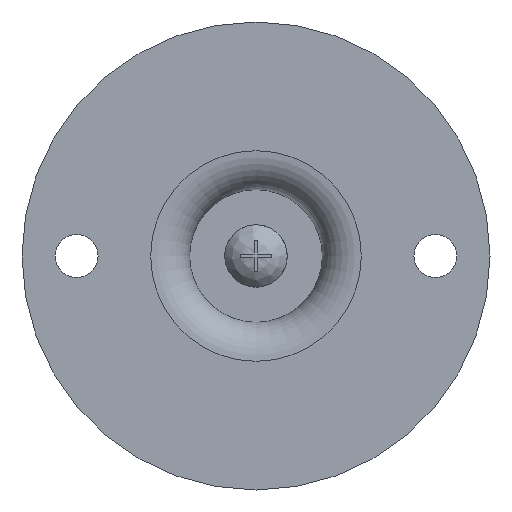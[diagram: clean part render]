
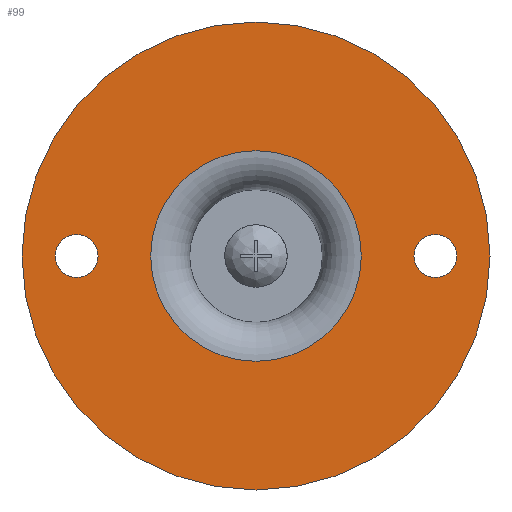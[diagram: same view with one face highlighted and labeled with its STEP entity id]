
A CAD part, front view. The second image highlights one B-rep face of the part: STEP entity #99.
In plain terms, the highlighted planar face has unit normal (0, -1, 0).
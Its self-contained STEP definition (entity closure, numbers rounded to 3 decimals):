
#99 = ADVANCED_FACE( '', ( #230, #231, #232, #233 ), #234, .F. );
#230 = FACE_BOUND( '', #397, .T. );
#231 = FACE_BOUND( '', #398, .T. );
#232 = FACE_OUTER_BOUND( '', #399, .T. );
#233 = FACE_BOUND( '', #400, .T. );
#234 = PLANE( '', #401 );
#397 = EDGE_LOOP( '', ( #654 ) );
#398 = EDGE_LOOP( '', ( #655 ) );
#399 = EDGE_LOOP( '', ( #656 ) );
#400 = EDGE_LOOP( '', ( #657 ) );
#401 = AXIS2_PLACEMENT_3D( '', #658, #659, #660 );
#654 = ORIENTED_EDGE( '', *, *, #977, .F. );
#655 = ORIENTED_EDGE( '', *, *, #978, .F. );
#656 = ORIENTED_EDGE( '', *, *, #937, .T. );
#657 = ORIENTED_EDGE( '', *, *, #979, .T. );
#658 = CARTESIAN_POINT( '', ( 30., 0., 0. ) );
#659 = DIRECTION( '', ( 0., 1., 0. ) );
#660 = DIRECTION( '', ( 0., 0., 1. ) );
#937 = EDGE_CURVE( '', #1093, #1093, #1094, .T. );
#977 = EDGE_CURVE( '', #1155, #1155, #1156, .T. );
#978 = EDGE_CURVE( '', #1157, #1157, #1158, .F. );
#979 = EDGE_CURVE( '', #1159, #1159, #1160, .T. );
#1093 = VERTEX_POINT( '', #1320 );
#1094 = CIRCLE( '', #1321, 30. );
#1155 = VERTEX_POINT( '', #1444 );
#1156 = CIRCLE( '', #1445, 13.5 );
#1157 = VERTEX_POINT( '', #1446 );
#1158 = CIRCLE( '', #1447, 2.75 );
#1159 = VERTEX_POINT( '', #1448 );
#1160 = CIRCLE( '', #1449, 2.75 );
#1320 = CARTESIAN_POINT( '', ( 0., 0., -30. ) );
#1321 = AXIS2_PLACEMENT_3D( '', #1688, #1689, #1690 );
#1444 = CARTESIAN_POINT( '', ( 0., 0., -13.5 ) );
#1445 = AXIS2_PLACEMENT_3D( '', #1719, #1720, #1721 );
#1446 = CARTESIAN_POINT( '', ( 23., 0., 2.75 ) );
#1447 = AXIS2_PLACEMENT_3D( '', #1722, #1723, #1724 );
#1448 = CARTESIAN_POINT( '', ( -20.25, 0., 0. ) );
#1449 = AXIS2_PLACEMENT_3D( '', #1725, #1726, #1727 );
#1688 = CARTESIAN_POINT( '', ( 0., 0., 0. ) );
#1689 = DIRECTION( '', ( 0., -1., 0. ) );
#1690 = DIRECTION( '', ( 0., 0., -1. ) );
#1719 = CARTESIAN_POINT( '', ( 0., 0., 0. ) );
#1720 = DIRECTION( '', ( 0., -1., 0. ) );
#1721 = DIRECTION( '', ( 0., 0., -1. ) );
#1722 = CARTESIAN_POINT( '', ( 23., 0., 0. ) );
#1723 = DIRECTION( '', ( 0., 1., 0. ) );
#1724 = DIRECTION( '', ( 0., 0., 1. ) );
#1725 = CARTESIAN_POINT( '', ( -23., 0., 0. ) );
#1726 = DIRECTION( '', ( 0., 1., 0. ) );
#1727 = DIRECTION( '', ( 1., 0., 0. ) );
